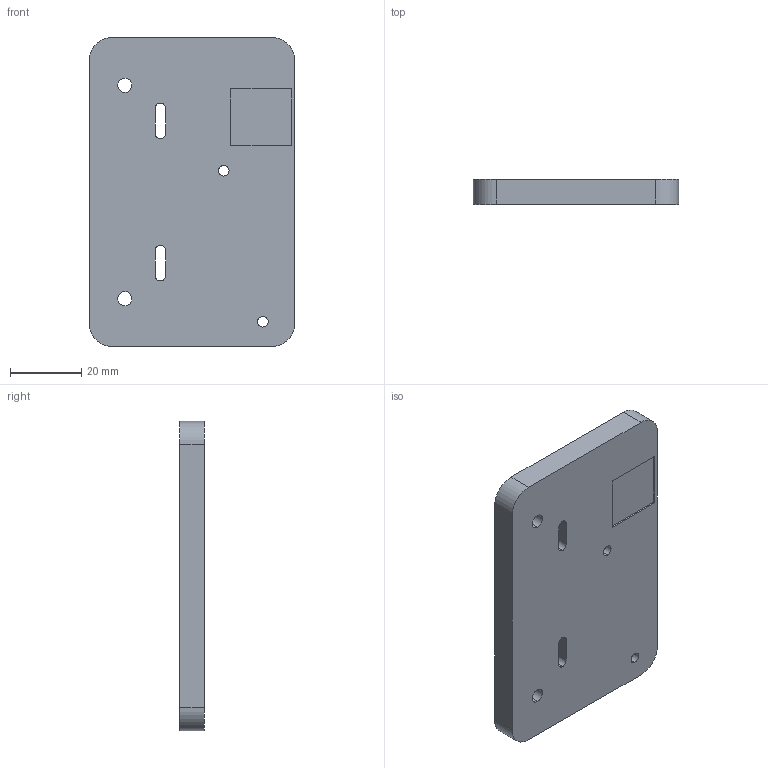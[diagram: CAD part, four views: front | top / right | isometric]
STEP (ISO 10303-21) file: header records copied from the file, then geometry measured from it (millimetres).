
FILE_DESCRIPTION (( 'STEP AP214' ), '1' );
FILE_NAME ('fence monitor - cover.STEP', '2020-09-07T09:52:00', ( '' ), ( '' ), 'SwSTEP 2.0', 'SolidWorks 2016', '' );
FILE_SCHEMA (( 'AUTOMOTIVE_DESIGN' ));
Length unit declared in the file: millimetre
Products named in the file (1): fence monitor - cover
Bounding box: 57.8 x 7 x 87 mm (x, y, z)
Volume: 34110.6 mm3; surface area: 12455 mm2
Topology: 1 solids, 1 shells, 72 faces, 189 edges, 126 vertices
Faces by surface type: plane 48, cylinder 24
Entity records: 2279 total; most frequent: CARTESIAN_POINT 388, DIRECTION 383, ORIENTED_EDGE 378, EDGE_CURVE 189, VECTOR 141, LINE 141, VERTEX_POINT 126, AXIS2_PLACEMENT_3D 121
